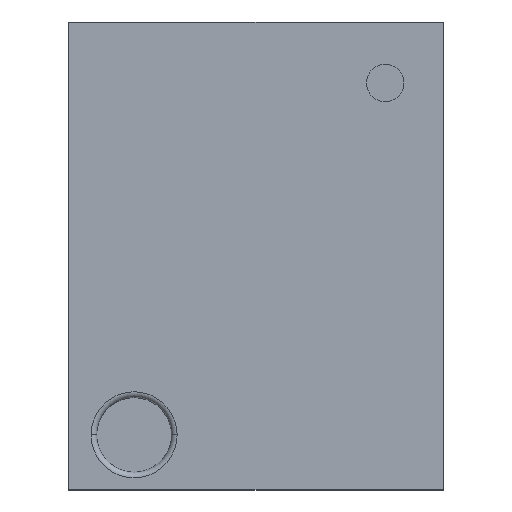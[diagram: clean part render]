
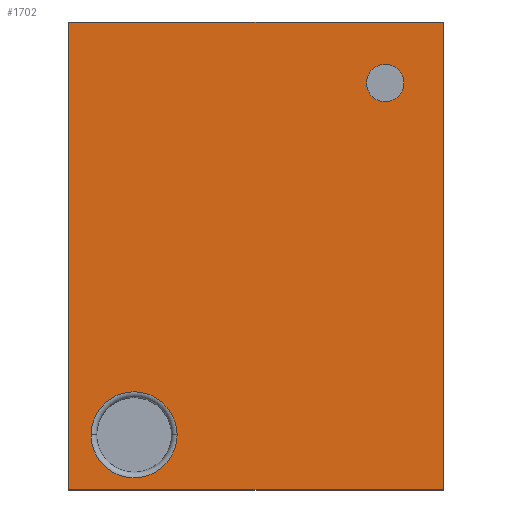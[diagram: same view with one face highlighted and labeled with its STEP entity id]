
A CAD part, top view. The second image highlights one B-rep face of the part: STEP entity #1702.
In plain terms, the highlighted planar face has unit normal (0, 0, 1).
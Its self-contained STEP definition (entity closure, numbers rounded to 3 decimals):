
#24 = CARTESIAN_POINT ( 'NONE',  ( -0.882, -0.957, 0.93 ) ) ;
#26 = CARTESIAN_POINT ( 'NONE',  ( -1., 28.205, 0.93 ) ) ;
#123 = EDGE_CURVE ( 'NONE', #931, #1359, #1802, .T. ) ;
#147 = CARTESIAN_POINT ( 'NONE',  ( 1., -1.25, 0.93 ) ) ;
#181 = EDGE_CURVE ( 'NONE', #1574, #863, #1925, .T. ) ;
#196 = DIRECTION ( 'NONE',  ( 0., -1., 0. ) ) ;
#200 = VERTEX_POINT ( 'NONE', #753 ) ;
#205 = CARTESIAN_POINT ( 'NONE',  ( 16.506, 1.25, 0.93 ) ) ;
#221 = VERTEX_POINT ( 'NONE', #1793 ) ;
#226 = CARTESIAN_POINT ( 'NONE',  ( -0.652, -0.957, 0.93 ) ) ;
#246 = DIRECTION ( 'NONE',  ( 1., 0., 0. ) ) ;
#295 = DIRECTION ( 'NONE',  ( 0., 0., 1. ) ) ;
#304 = CARTESIAN_POINT ( 'NONE',  ( 0.691, 0.924, 0.93 ) ) ;
#321 = ORIENTED_EDGE ( 'NONE', *, *, #735, .T. ) ;
#362 = DIRECTION ( 'NONE',  ( 1., 0., 0. ) ) ;
#366 = DIRECTION ( 'NONE',  ( 1., 0., 0. ) ) ;
#392 = FACE_BOUND ( 'NONE', #439, .T. ) ;
#439 = EDGE_LOOP ( 'NONE', ( #1141, #1095 ) ) ;
#497 = EDGE_LOOP ( 'NONE', ( #988, #1522 ) ) ;
#548 = AXIS2_PLACEMENT_3D ( 'NONE', #811, #1144, #362 ) ;
#645 = CARTESIAN_POINT ( 'NONE',  ( -0.422, -0.957, 0.93 ) ) ;
#650 = ORIENTED_EDGE ( 'NONE', *, *, #664, .F. ) ;
#664 = EDGE_CURVE ( 'NONE', #200, #1574, #1549, .T. ) ;
#677 = VERTEX_POINT ( 'NONE', #645 ) ;
#692 = DIRECTION ( 'NONE',  ( 0., 0., -1. ) ) ;
#732 = EDGE_CURVE ( 'NONE', #200, #221, #1714, .T. ) ;
#735 = EDGE_CURVE ( 'NONE', #221, #863, #1101, .T. ) ;
#738 = VECTOR ( 'NONE', #1771, 1000. ) ;
#753 = CARTESIAN_POINT ( 'NONE',  ( -1., 1.25, 0.93 ) ) ;
#761 = CARTESIAN_POINT ( 'NONE',  ( 1., 1.25, 0.93 ) ) ;
#811 = CARTESIAN_POINT ( 'NONE',  ( -0.652, -0.957, 0.93 ) ) ;
#845 = EDGE_CURVE ( 'NONE', #677, #964, #1065, .T. ) ;
#863 = VERTEX_POINT ( 'NONE', #147 ) ;
#864 = CARTESIAN_POINT ( 'NONE',  ( 1., 28.205, 0.93 ) ) ;
#884 = FACE_OUTER_BOUND ( 'NONE', #1913, .T. ) ;
#914 = DIRECTION ( 'NONE',  ( 1., 0., 0. ) ) ;
#931 = VERTEX_POINT ( 'NONE', #1406 ) ;
#933 = DIRECTION ( 'NONE',  ( 1., 0., 0. ) ) ;
#959 = CARTESIAN_POINT ( 'NONE',  ( 0., -1.25, 0.93 ) ) ;
#964 = VERTEX_POINT ( 'NONE', #24 ) ;
#967 = CIRCLE ( 'NONE', #548, 0.23 ) ;
#988 = ORIENTED_EDGE ( 'NONE', *, *, #845, .T. ) ;
#1010 = FACE_BOUND ( 'NONE', #497, .T. ) ;
#1027 = DIRECTION ( 'NONE',  ( 0., 0., 1. ) ) ;
#1032 = AXIS2_PLACEMENT_3D ( 'NONE', #226, #692, #1737 ) ;
#1065 = CIRCLE ( 'NONE', #1032, 0.23 ) ;
#1081 = EDGE_CURVE ( 'NONE', #964, #677, #967, .T. ) ;
#1095 = ORIENTED_EDGE ( 'NONE', *, *, #123, .F. ) ;
#1101 = LINE ( 'NONE', #959, #1372 ) ;
#1141 = ORIENTED_EDGE ( 'NONE', *, *, #1212, .F. ) ;
#1144 = DIRECTION ( 'NONE',  ( 0., 0., -1. ) ) ;
#1156 = VECTOR ( 'NONE', #933, 1000. ) ;
#1194 = AXIS2_PLACEMENT_3D ( 'NONE', #1610, #1907, #246 ) ;
#1212 = EDGE_CURVE ( 'NONE', #1359, #931, #1541, .T. ) ;
#1271 = AXIS2_PLACEMENT_3D ( 'NONE', #304, #1027, #914 ) ;
#1359 = VERTEX_POINT ( 'NONE', #1464 ) ;
#1369 = ORIENTED_EDGE ( 'NONE', *, *, #732, .T. ) ;
#1372 = VECTOR ( 'NONE', #366, 1000. ) ;
#1406 = CARTESIAN_POINT ( 'NONE',  ( 0.591, 0.924, 0.93 ) ) ;
#1464 = CARTESIAN_POINT ( 'NONE',  ( 0.791, 0.924, 0.93 ) ) ;
#1522 = ORIENTED_EDGE ( 'NONE', *, *, #1081, .T. ) ;
#1541 = CIRCLE ( 'NONE', #1599, 0.1 ) ;
#1549 = LINE ( 'NONE', #205, #1156 ) ;
#1574 = VERTEX_POINT ( 'NONE', #761 ) ;
#1599 = AXIS2_PLACEMENT_3D ( 'NONE', #1786, #295, #1934 ) ;
#1603 = PLANE ( 'NONE',  #1194 ) ;
#1610 = CARTESIAN_POINT ( 'NONE',  ( 0., 0., 0.93 ) ) ;
#1702 = ADVANCED_FACE ( 'NONE', ( #392, #1010, #884 ), #1603, .T. ) ;
#1714 = LINE ( 'NONE', #26, #1857 ) ;
#1737 = DIRECTION ( 'NONE',  ( 1., 0., 0. ) ) ;
#1771 = DIRECTION ( 'NONE',  ( 0., -1., 0. ) ) ;
#1786 = CARTESIAN_POINT ( 'NONE',  ( 0.691, 0.924, 0.93 ) ) ;
#1793 = CARTESIAN_POINT ( 'NONE',  ( -1., -1.25, 0.93 ) ) ;
#1802 = CIRCLE ( 'NONE', #1271, 0.1 ) ;
#1827 = ORIENTED_EDGE ( 'NONE', *, *, #181, .F. ) ;
#1857 = VECTOR ( 'NONE', #196, 1000. ) ;
#1907 = DIRECTION ( 'NONE',  ( 0., 0., 1. ) ) ;
#1913 = EDGE_LOOP ( 'NONE', ( #1369, #321, #1827, #650 ) ) ;
#1925 = LINE ( 'NONE', #864, #738 ) ;
#1934 = DIRECTION ( 'NONE',  ( 1., 0., 0. ) ) ;
